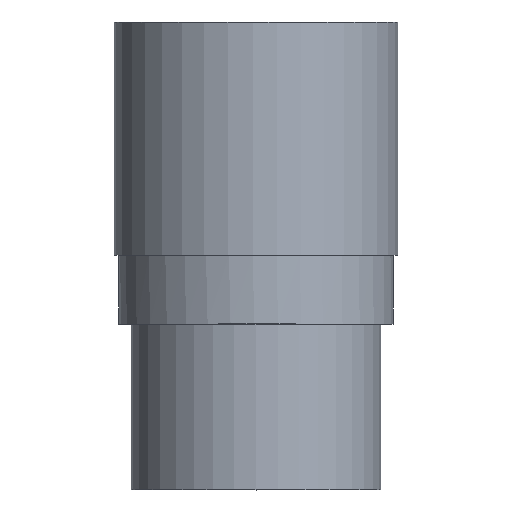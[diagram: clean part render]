
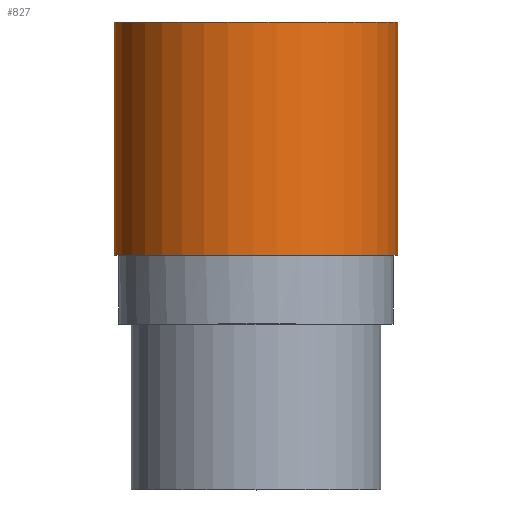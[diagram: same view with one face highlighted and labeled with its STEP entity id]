
A CAD part, top view. The second image highlights one B-rep face of the part: STEP entity #827.
In plain terms, the highlighted cylindrical face has radius 2.349 mm (diameter 4.699 mm), a full revolution.
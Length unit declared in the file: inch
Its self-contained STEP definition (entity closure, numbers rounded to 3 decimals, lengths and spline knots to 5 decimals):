
#68 = AXIS2_PLACEMENT_3D ( 'NONE', #670, #1130, #1224 ) ;
#69 = EDGE_LOOP ( 'NONE', ( #163 ) ) ;
#163 = ORIENTED_EDGE ( 'NONE', *, *, #1440, .T. ) ;
#201 = DIRECTION ( 'NONE',  ( 0., -1., 0. ) ) ;
#285 = CIRCLE ( 'NONE', #68, 0.0925 ) ;
#320 = CARTESIAN_POINT ( 'NONE',  ( 0.07034, 0.15503, 0.21575 ) ) ;
#340 = DIRECTION ( 'NONE',  ( 0.365, 0., -0.931 ) ) ;
#488 = ORIENTED_EDGE ( 'NONE', *, *, #789, .F. ) ;
#574 = DIRECTION ( 'NONE',  ( 0., -1., 0. ) ) ;
#664 = AXIS2_PLACEMENT_3D ( 'NONE', #320, #201, #1374 ) ;
#670 = CARTESIAN_POINT ( 'NONE',  ( 0.07034, 0.17003, 0.21575 ) ) ;
#744 = VERTEX_POINT ( 'NONE', #1401 ) ;
#767 = FACE_OUTER_BOUND ( 'NONE', #946, .T. ) ;
#789 = EDGE_CURVE ( 'NONE', #908, #908, #285, .T. ) ;
#827 = ADVANCED_FACE ( 'NONE', ( #1437, #767 ), #1350, .T. ) ;
#908 = VERTEX_POINT ( 'NONE', #1033 ) ;
#946 = EDGE_LOOP ( 'NONE', ( #488 ) ) ;
#954 = CIRCLE ( 'NONE', #1199, 0.0925 ) ;
#1033 = CARTESIAN_POINT ( 'NONE',  ( 0.10407, 0.17003, 0.12962 ) ) ;
#1130 = DIRECTION ( 'NONE',  ( 0., -1., 0. ) ) ;
#1144 = CARTESIAN_POINT ( 'NONE',  ( 0.07034, 0.32203, 0.21575 ) ) ;
#1199 = AXIS2_PLACEMENT_3D ( 'NONE', #1144, #574, #340 ) ;
#1224 = DIRECTION ( 'NONE',  ( 0.365, 0., -0.931 ) ) ;
#1350 = CYLINDRICAL_SURFACE ( 'NONE', #664, 0.0925 ) ;
#1374 = DIRECTION ( 'NONE',  ( 0.365, 0., -0.931 ) ) ;
#1401 = CARTESIAN_POINT ( 'NONE',  ( 0.10407, 0.32203, 0.12962 ) ) ;
#1437 = FACE_OUTER_BOUND ( 'NONE', #69, .T. ) ;
#1440 = EDGE_CURVE ( 'NONE', #744, #744, #954, .T. ) ;
